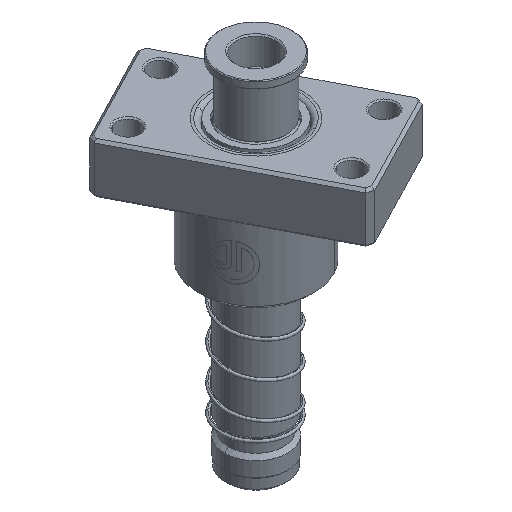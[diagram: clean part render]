
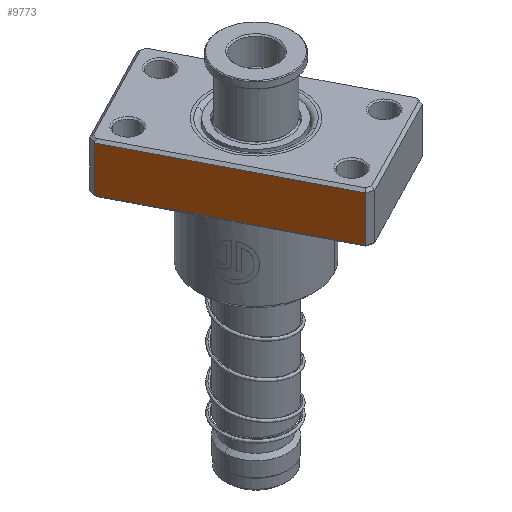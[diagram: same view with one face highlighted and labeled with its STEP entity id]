
A CAD part, isometric view. The second image highlights one B-rep face of the part: STEP entity #9773.
In plain terms, the highlighted face is planar.
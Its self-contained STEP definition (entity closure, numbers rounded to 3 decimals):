
#537 = ORIENTED_EDGE ( 'NONE', *, *, #22907, .T. ) ;
#1127 = CARTESIAN_POINT ( 'NONE',  ( -40., 24., 1. ) ) ;
#1145 = LINE ( 'NONE', #28306, #19732 ) ;
#1608 = VECTOR ( 'NONE', #11993, 1000. ) ;
#2340 = ORIENTED_EDGE ( 'NONE', *, *, #27859, .T. ) ;
#3268 = VECTOR ( 'NONE', #3347, 1000. ) ;
#3347 = DIRECTION ( 'NONE',  ( -1., 0., 0. ) ) ;
#4557 = AXIS2_PLACEMENT_3D ( 'NONE', #17233, #10780, #19258 ) ;
#4641 = VERTEX_POINT ( 'NONE', #10798 ) ;
#5044 = CARTESIAN_POINT ( 'NONE',  ( 40., 24., 1. ) ) ;
#6168 = PLANE ( 'NONE',  #4557 ) ;
#6214 = DIRECTION ( 'NONE',  ( 1., 0., 0. ) ) ;
#7781 = EDGE_CURVE ( 'NONE', #19510, #4641, #14962, .T. ) ;
#9773 = ADVANCED_FACE ( 'NONE', ( #27693 ), #6168, .F. ) ;
#10780 = DIRECTION ( 'NONE',  ( 0., -1., 0. ) ) ;
#10798 = CARTESIAN_POINT ( 'NONE',  ( -40., 24., 1. ) ) ;
#11543 = VERTEX_POINT ( 'NONE', #27105 ) ;
#11993 = DIRECTION ( 'NONE',  ( 0., 0., -1. ) ) ;
#14825 = DIRECTION ( 'NONE',  ( 0., 0., -1. ) ) ;
#14962 = LINE ( 'NONE', #1127, #3268 ) ;
#16997 = ORIENTED_EDGE ( 'NONE', *, *, #7781, .T. ) ;
#17233 = CARTESIAN_POINT ( 'NONE',  ( -40., 24., 20. ) ) ;
#17978 = VERTEX_POINT ( 'NONE', #25485 ) ;
#18445 = VECTOR ( 'NONE', #6214, 1000. ) ;
#19258 = DIRECTION ( 'NONE',  ( 0., 0., -1. ) ) ;
#19510 = VERTEX_POINT ( 'NONE', #5044 ) ;
#19732 = VECTOR ( 'NONE', #14825, 1000. ) ;
#19829 = ORIENTED_EDGE ( 'NONE', *, *, #21685, .F. ) ;
#19851 = LINE ( 'NONE', #20851, #1608 ) ;
#20543 = LINE ( 'NONE', #28078, #18445 ) ;
#20851 = CARTESIAN_POINT ( 'NONE',  ( -40., 24., 20. ) ) ;
#21304 = EDGE_LOOP ( 'NONE', ( #2340, #16997, #19829, #537 ) ) ;
#21685 = EDGE_CURVE ( 'NONE', #11543, #4641, #19851, .T. ) ;
#22907 = EDGE_CURVE ( 'NONE', #11543, #17978, #20543, .T. ) ;
#25485 = CARTESIAN_POINT ( 'NONE',  ( 40., 24., 19. ) ) ;
#27105 = CARTESIAN_POINT ( 'NONE',  ( -40., 24., 19. ) ) ;
#27693 = FACE_OUTER_BOUND ( 'NONE', #21304, .T. ) ;
#27859 = EDGE_CURVE ( 'NONE', #17978, #19510, #1145, .T. ) ;
#28078 = CARTESIAN_POINT ( 'NONE',  ( 40., 24., 19. ) ) ;
#28306 = CARTESIAN_POINT ( 'NONE',  ( 40., 24., 20. ) ) ;
